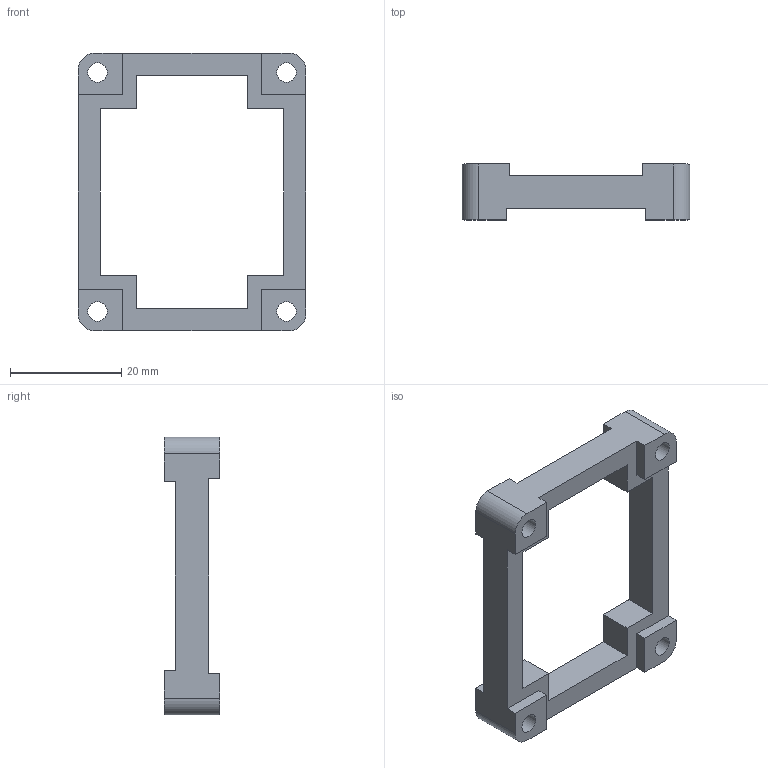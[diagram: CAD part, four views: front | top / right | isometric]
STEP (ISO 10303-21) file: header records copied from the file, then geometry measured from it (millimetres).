
FILE_DESCRIPTION(/* description */ (''),/* implementation_level */ '2;1');
FILE_NAME(/* name */ 'frame.step',/* time_stamp */ '2023-10-14T16:22:35+02:00',/* author */ (''),/* organization */ (''),/* preprocessor_version */ 'ST-DEVELOPER v20',/* originating_system */ 'Autodesk Translation Framework v12.9.0.99',/* authorisation */ '');
FILE_SCHEMA (('AUTOMOTIVE_DESIGN { 1 0 10303 214 3 1 1 }'));
Length unit declared in the file: millimetre
Products named in the file (1): SNOMstage with external heatsink
Bounding box: 41 x 10 x 50 mm (x, y, z)
Volume: 5255.6 mm3; surface area: 4523.4 mm2
Topology: 1 solids, 1 shells, 63 faces, 166 edges, 109 vertices
Faces by surface type: plane 47, cylinder 12, cone 4
Full cylindrical faces by diameter (mm): 3.5 x4, 6 x4
Entity records: 1981 total; most frequent: CARTESIAN_POINT 339, ORIENTED_EDGE 332, DIRECTION 322, EDGE_CURVE 166, LINE 138, VECTOR 138, VERTEX_POINT 109, AXIS2_PLACEMENT_3D 92
